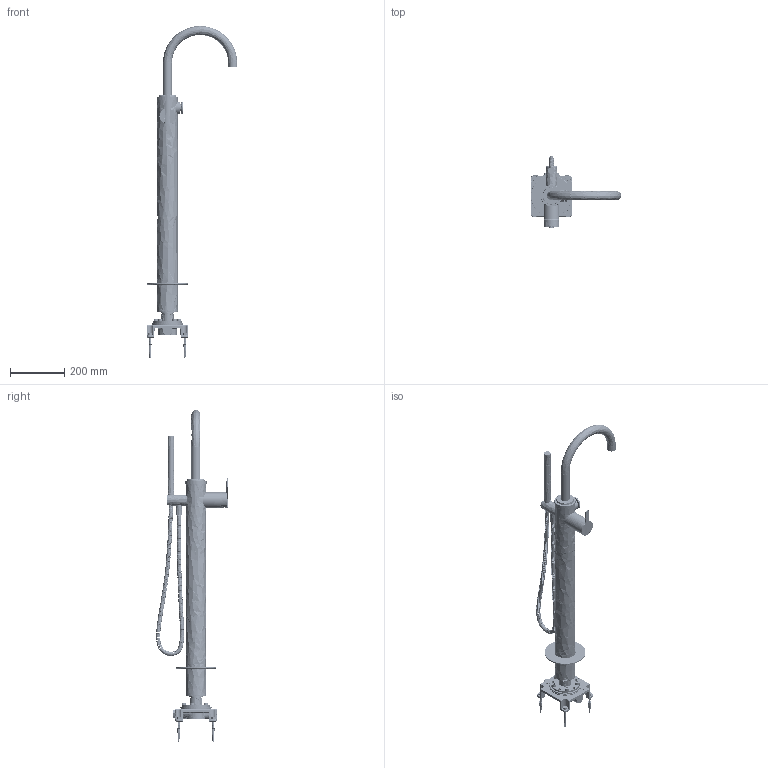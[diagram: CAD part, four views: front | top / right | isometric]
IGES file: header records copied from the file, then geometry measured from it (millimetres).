
Global section: file name: T20K36-CTL; native system: Autodesk Inventor 2023; preprocessor: unknown; author: camerond; date: 20231024.122237; units: millimetre
Bounding box: 332.58 x 264.32 x 1219 mm (x, y, z)
Volume: 2425121.8 mm3; surface area: 1303371.2 mm2
Topology: 113 solids, 123 shells, 4983 faces, 13872 edges, 8904 vertices
Faces by surface type: bspline 4983
